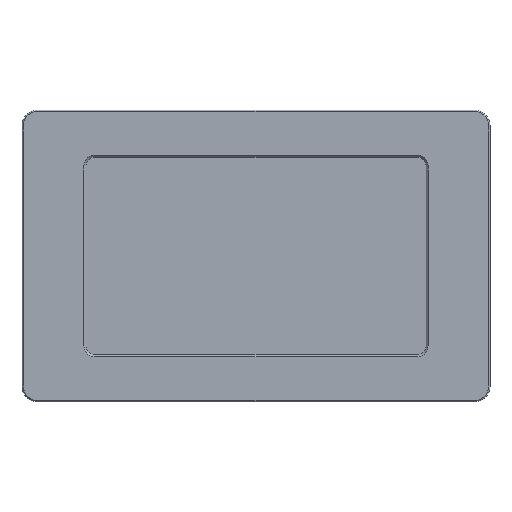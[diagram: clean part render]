
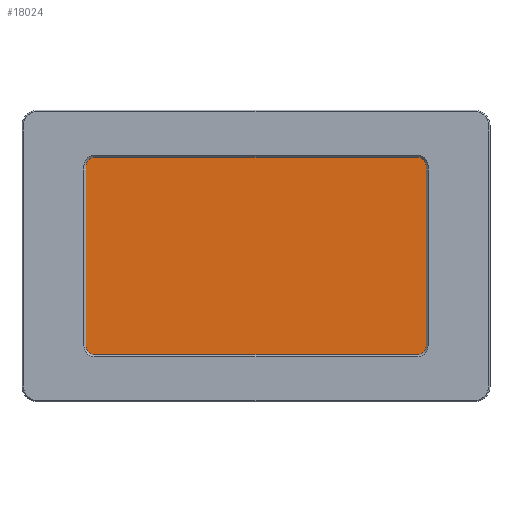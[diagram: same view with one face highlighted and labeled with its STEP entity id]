
A CAD part, top view. The second image highlights one B-rep face of the part: STEP entity #18024.
In plain terms, the highlighted planar face has unit normal (0, 0, 1).
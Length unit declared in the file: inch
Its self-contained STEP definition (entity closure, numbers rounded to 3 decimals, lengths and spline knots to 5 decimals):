
#997=PLANE('',#19073);
#1784=FACE_OUTER_BOUND('',#2760,.T.);
#2760=EDGE_LOOP('',(#13021,#13022,#13023,#13024,#13025,#13026,#13027,#13028));
#3790=CIRCLE('',#19074,0.2105);
#3791=CIRCLE('',#19075,0.2105);
#3792=CIRCLE('',#19076,0.2105);
#3793=CIRCLE('',#19077,0.2105);
#4352=LINE('',#27076,#6313);
#4353=LINE('',#27080,#6314);
#4354=LINE('',#27084,#6315);
#4355=LINE('',#27087,#6316);
#6313=VECTOR('',#20537,0.3937);
#6314=VECTOR('',#20540,0.3937);
#6315=VECTOR('',#20543,0.3937);
#6316=VECTOR('',#20546,0.3937);
#8394=VERTEX_POINT('',#27072);
#8395=VERTEX_POINT('',#27073);
#8396=VERTEX_POINT('',#27075);
#8397=VERTEX_POINT('',#27077);
#8398=VERTEX_POINT('',#27079);
#8399=VERTEX_POINT('',#27081);
#8400=VERTEX_POINT('',#27083);
#8401=VERTEX_POINT('',#27085);
#10201=EDGE_CURVE('',#8394,#8395,#3790,.T.);
#10202=EDGE_CURVE('',#8396,#8394,#4352,.T.);
#10203=EDGE_CURVE('',#8397,#8396,#3791,.T.);
#10204=EDGE_CURVE('',#8398,#8397,#4353,.T.);
#10205=EDGE_CURVE('',#8399,#8398,#3792,.T.);
#10206=EDGE_CURVE('',#8400,#8399,#4354,.T.);
#10207=EDGE_CURVE('',#8401,#8400,#3793,.T.);
#10208=EDGE_CURVE('',#8395,#8401,#4355,.T.);
#13021=ORIENTED_EDGE('',*,*,#10201,.F.);
#13022=ORIENTED_EDGE('',*,*,#10202,.F.);
#13023=ORIENTED_EDGE('',*,*,#10203,.F.);
#13024=ORIENTED_EDGE('',*,*,#10204,.F.);
#13025=ORIENTED_EDGE('',*,*,#10205,.F.);
#13026=ORIENTED_EDGE('',*,*,#10206,.F.);
#13027=ORIENTED_EDGE('',*,*,#10207,.F.);
#13028=ORIENTED_EDGE('',*,*,#10208,.F.);
#18024=ADVANCED_FACE('',(#1784),#997,.F.);
#19073=AXIS2_PLACEMENT_3D('',#27071,#20533,#20534);
#19074=AXIS2_PLACEMENT_3D('',#27074,#20535,#20536);
#19075=AXIS2_PLACEMENT_3D('',#27078,#20538,#20539);
#19076=AXIS2_PLACEMENT_3D('',#27082,#20541,#20542);
#19077=AXIS2_PLACEMENT_3D('',#27086,#20544,#20545);
#20533=DIRECTION('center_axis',(0.,0.,
-1.));
#20534=DIRECTION('ref_axis',(1.,0.,0.));
#20535=DIRECTION('center_axis',(0.,0.,
-1.));
#20536=DIRECTION('ref_axis',(0.,1.,0.));
#20537=DIRECTION('',(0.,-1.,0.));
#20538=DIRECTION('center_axis',(0.,0.,
-1.));
#20539=DIRECTION('ref_axis',(-1.,0.,0.));
#20540=DIRECTION('',(1.,0.,0.));
#20541=DIRECTION('center_axis',(0.,0.,
-1.));
#20542=DIRECTION('ref_axis',(0.,-1.,0.));
#20543=DIRECTION('',(0.,1.,0.));
#20544=DIRECTION('center_axis',(0.,0.,
-1.));
#20545=DIRECTION('ref_axis',(1.,0.,0.));
#20546=DIRECTION('',(-1.,0.,0.));
#27071=CARTESIAN_POINT('Origin',(5.51543,3.43846,0.748));
#27072=CARTESIAN_POINT('',(9.552,1.3205,0.748));
#27073=CARTESIAN_POINT('',(9.3415,1.11,0.748));
#27074=CARTESIAN_POINT('Origin',(9.3415,1.3205,0.748));
#27075=CARTESIAN_POINT('',(9.552,5.5745,0.748));
#27076=CARTESIAN_POINT('',(9.552,4.50648,0.748));
#27077=CARTESIAN_POINT('',(9.3415,5.785,0.748));
#27078=CARTESIAN_POINT('Origin',(9.3415,5.5745,0.748));
#27079=CARTESIAN_POINT('',(1.7205,5.785,0.748));
#27080=CARTESIAN_POINT('',(3.61797,5.785,0.748));
#27081=CARTESIAN_POINT('',(1.51,5.5745,0.748));
#27082=CARTESIAN_POINT('Origin',(1.7205,5.5745,0.748));
#27083=CARTESIAN_POINT('',(1.51,1.3205,0.748));
#27084=CARTESIAN_POINT('',(1.51,2.37948,0.748));
#27085=CARTESIAN_POINT('',(1.7205,1.11,0.748));
#27086=CARTESIAN_POINT('Origin',(1.7205,1.3205,0.748));
#27087=CARTESIAN_POINT('',(7.42847,1.11,0.748));
